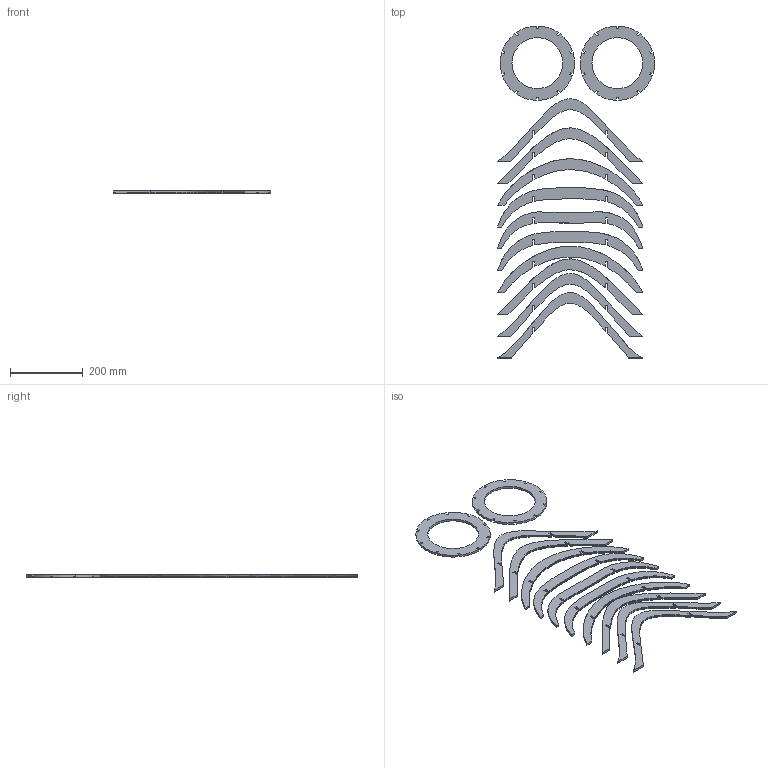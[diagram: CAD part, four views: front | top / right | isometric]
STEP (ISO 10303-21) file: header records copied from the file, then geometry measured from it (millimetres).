
FILE_DESCRIPTION(('Open CASCADE Model'),'2;1');
FILE_NAME('Open CASCADE Shape Model','2024-03-12T11:35:55',('Author'),( 'Open CASCADE'),'Open CASCADE STEP processor 7.7','Open CASCADE 7.7' ,'Unknown');
FILE_SCHEMA(('AUTOMOTIVE_DESIGN { 1 0 10303 214 1 1 1 1 }'));
Length unit declared in the file: millimetre
Products named in the file (13): Open CASCADE STEP translator 7.7 2; Open CASCADE STEP translator 7.7 2.1; Open CASCADE STEP translator 7.7 2.2; Open CASCADE STEP translator 7.7 2.3; Open CASCADE STEP translator 7.7 2.4; Open CASCADE STEP translator 7.7 2.5; Open CASCADE STEP translator 7.7 2.6; Open CASCADE STEP translator 7.7 2.7; Open CASCADE STEP translator 7.7 2.8; Open CASCADE STEP translator 7.7 2.9; Open CASCADE STEP translator 7.7 2.10; Open CASCADE STEP translator 7.7 2.11; Open CASCADE STEP translator 7.7 2.12
Assembly tree (12 placements, depth 2):
  Open CASCADE STEP translator 7.7 2
    Open CASCADE STEP translator 7.7 2.1
    Open CASCADE STEP translator 7.7 2.2
    Open CASCADE STEP translator 7.7 2.3
    Open CASCADE STEP translator 7.7 2.4
    Open CASCADE STEP translator 7.7 2.5
    Open CASCADE STEP translator 7.7 2.6
    Open CASCADE STEP translator 7.7 2.7
    Open CASCADE STEP translator 7.7 2.8
    Open CASCADE STEP translator 7.7 2.9
    Open CASCADE STEP translator 7.7 2.10
    Open CASCADE STEP translator 7.7 2.11
    Open CASCADE STEP translator 7.7 2.12
Bounding box: 432.21 x 912.46 x 6 mm (x, y, z)
Volume: 867988.3 mm3; surface area: 367359.6 mm2
Topology: 12 solids, 12 shells, 266 faces, 726 edges, 484 vertices
Faces by surface type: plane 124, extrusion 80, cylinder 62
Full cylindrical faces by diameter (mm): 140 x2
Entity records: 19290 total; most frequent: CARTESIAN_POINT 6073, DIRECTION 1858, ORIENTED_EDGE 1452, PCURVE 1452, DEFINITIONAL_REPRESENTATION 1452, VECTOR 1090, LINE 1010, B_SPLINE_CURVE_WITH_KNOTS 1000
